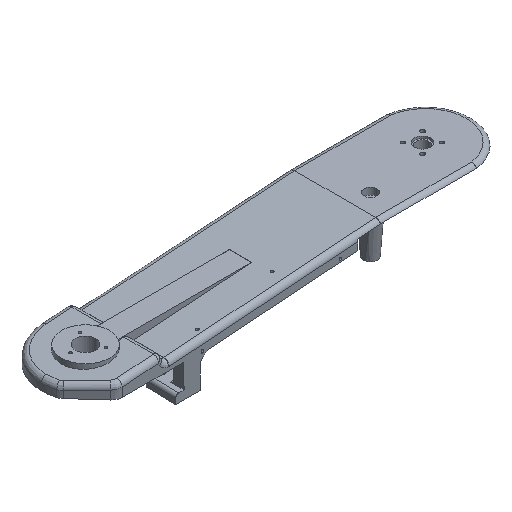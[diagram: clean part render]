
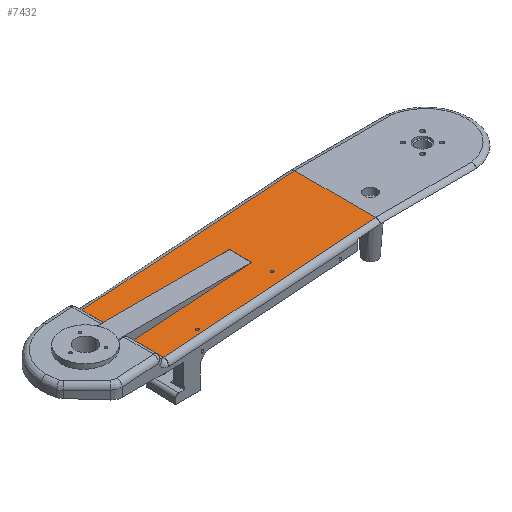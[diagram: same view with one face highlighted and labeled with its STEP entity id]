
A CAD part, isometric view. The second image highlights one B-rep face of the part: STEP entity #7432.
In plain terms, the highlighted planar face has unit normal (-0.07, 0, 0.998).
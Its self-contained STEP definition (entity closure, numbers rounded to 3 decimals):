
#173 = CARTESIAN_POINT ( 'NONE',  ( -282.346, 41.335, 38.049 ) ) ;
#399 = AXIS2_PLACEMENT_3D ( 'NONE', #5727, #2022, #6323 ) ;
#480 = VERTEX_POINT ( 'NONE', #5086 ) ;
#543 = EDGE_LOOP ( 'NONE', ( #6368, #6384, #6449, #6456, #6599, #6699, #6713, #6840 ) ) ;
#593 = VERTEX_POINT ( 'NONE', #3865 ) ;
#765 = DIRECTION ( 'NONE',  ( 0., -1., 0. ) ) ;
#888 = CARTESIAN_POINT ( 'NONE',  ( -82.833, 41.335, 52. ) ) ;
#919 = DIRECTION ( 'NONE',  ( -0.998, 0., -0.07 ) ) ;
#926 = EDGE_LOOP ( 'NONE', ( #6108, #6267 ) ) ;
#983 = DIRECTION ( 'NONE',  ( 0.998, 0.002, 0.07 ) ) ;
#984 = EDGE_CURVE ( 'NONE', #6882, #6070, #2827, .T. ) ;
#1116 = VERTEX_POINT ( 'NONE', #3011 ) ;
#1195 = CARTESIAN_POINT ( 'NONE',  ( -168.175, -29.165, 46.032 ) ) ;
#1350 = EDGE_CURVE ( 'NONE', #7068, #7645, #2252, .T. ) ;
#1568 = VERTEX_POINT ( 'NONE', #7620 ) ;
#1589 = CARTESIAN_POINT ( 'NONE',  ( -169.422, -29.165, 45.945 ) ) ;
#1678 = EDGE_CURVE ( 'NONE', #6882, #1116, #1815, .T. ) ;
#1740 = EDGE_CURVE ( 'NONE', #6070, #6790, #1741, .T. ) ;
#1741 = LINE ( 'NONE', #2319, #3796 ) ;
#1815 = LINE ( 'NONE', #4118, #1834 ) ;
#1834 = VECTOR ( 'NONE', #4198, 1000. ) ;
#1893 = EDGE_LOOP ( 'NONE', ( #5994, #6083 ) ) ;
#2022 = DIRECTION ( 'NONE',  ( 0.07, 0., -0.998 ) ) ;
#2211 = FACE_BOUND ( 'NONE', #926, .T. ) ;
#2216 = FACE_OUTER_BOUND ( 'NONE', #543, .T. ) ;
#2223 = DIRECTION ( 'NONE',  ( -0.998, 0., -0.07 ) ) ;
#2232 = FACE_BOUND ( 'NONE', #1893, .T. ) ;
#2252 = CIRCLE ( 'NONE', #5065, 1.25 ) ;
#2319 = CARTESIAN_POINT ( 'NONE',  ( -282.346, 41.335, 38.049 ) ) ;
#2397 = DIRECTION ( 'NONE',  ( 0., -1., 0. ) ) ;
#2582 = LINE ( 'NONE', #3496, #2590 ) ;
#2590 = VECTOR ( 'NONE', #4777, 1000. ) ;
#2632 = CARTESIAN_POINT ( 'NONE',  ( -82.833, 36.331, 52. ) ) ;
#2760 = VECTOR ( 'NONE', #6493, 1000. ) ;
#2827 = LINE ( 'NONE', #6767, #2760 ) ;
#2928 = AXIS2_PLACEMENT_3D ( 'NONE', #888, #4607, #919 ) ;
#2983 = CARTESIAN_POINT ( 'NONE',  ( -247.482, -35.665, 40.487 ) ) ;
#3011 = CARTESIAN_POINT ( 'NONE',  ( -82.833, -39.662, 52. ) ) ;
#3354 = PLANE ( 'NONE',  #2928 ) ;
#3398 = DIRECTION ( 'NONE',  ( 0.07, 0., -0.998 ) ) ;
#3496 = CARTESIAN_POINT ( 'NONE',  ( -171.434, -12.165, 45.804 ) ) ;
#3684 = EDGE_CURVE ( 'NONE', #6478, #480, #7666, .T. ) ;
#3796 = VECTOR ( 'NONE', #2397, 1000. ) ;
#3849 = EDGE_CURVE ( 'NONE', #6478, #1568, #7430, .T. ) ;
#3865 = CARTESIAN_POINT ( 'NONE',  ( -171.434, 8.835, 45.804 ) ) ;
#3955 = CARTESIAN_POINT ( 'NONE',  ( -282.346, -12.165, 38.049 ) ) ;
#4118 = CARTESIAN_POINT ( 'NONE',  ( -82.833, 41.335, 52. ) ) ;
#4198 = DIRECTION ( 'NONE',  ( 0., -1., 0. ) ) ;
#4218 = CARTESIAN_POINT ( 'NONE',  ( -35093.283, 8.835, -2396.169 ) ) ;
#4440 = EDGE_CURVE ( 'NONE', #7297, #7043, #6643, .T. ) ;
#4561 = CARTESIAN_POINT ( 'NONE',  ( -282.346, 36.819, 38.049 ) ) ;
#4594 = EDGE_CURVE ( 'NONE', #7043, #7297, #6443, .T. ) ;
#4607 = DIRECTION ( 'NONE',  ( 0.07, 0., -0.998 ) ) ;
#4674 = CARTESIAN_POINT ( 'NONE',  ( -170.669, -29.165, 45.858 ) ) ;
#4770 = LINE ( 'NONE', #5309, #4827 ) ;
#4777 = DIRECTION ( 'NONE',  ( 0., 1., 0. ) ) ;
#4827 = VECTOR ( 'NONE', #983, 1000. ) ;
#4899 = CIRCLE ( 'NONE', #5879, 1.25 ) ;
#5065 = AXIS2_PLACEMENT_3D ( 'NONE', #6194, #6148, #6117 ) ;
#5086 = CARTESIAN_POINT ( 'NONE',  ( -171.434, -12.165, 45.804 ) ) ;
#5309 = CARTESIAN_POINT ( 'NONE',  ( -82.637, -39.661, 52.014 ) ) ;
#5334 = VECTOR ( 'NONE', #7162, 1000. ) ;
#5381 = LINE ( 'NONE', #4218, #5334 ) ;
#5382 = EDGE_CURVE ( 'NONE', #593, #6790, #5381, .T. ) ;
#5680 = EDGE_CURVE ( 'NONE', #7645, #7068, #4899, .T. ) ;
#5727 = CARTESIAN_POINT ( 'NONE',  ( -169.422, -29.165, 45.945 ) ) ;
#5738 = EDGE_CURVE ( 'NONE', #1568, #1116, #4770, .T. ) ;
#5879 = AXIS2_PLACEMENT_3D ( 'NONE', #6987, #3398, #7589 ) ;
#5908 = DIRECTION ( 'NONE',  ( 0.07, 0., -0.998 ) ) ;
#5914 = CARTESIAN_POINT ( 'NONE',  ( -244.988, -35.665, 40.661 ) ) ;
#5994 = ORIENTED_EDGE ( 'NONE', *, *, #5680, .T. ) ;
#6070 = VERTEX_POINT ( 'NONE', #4561 ) ;
#6083 = ORIENTED_EDGE ( 'NONE', *, *, #1350, .T. ) ;
#6108 = ORIENTED_EDGE ( 'NONE', *, *, #4594, .T. ) ;
#6117 = DIRECTION ( 'NONE',  ( -0.998, 0., -0.07 ) ) ;
#6148 = DIRECTION ( 'NONE',  ( 0.07, 0., -0.998 ) ) ;
#6194 = CARTESIAN_POINT ( 'NONE',  ( -246.235, -35.665, 40.574 ) ) ;
#6267 = ORIENTED_EDGE ( 'NONE', *, *, #4440, .T. ) ;
#6323 = DIRECTION ( 'NONE',  ( -0.998, 0., -0.07 ) ) ;
#6368 = ORIENTED_EDGE ( 'NONE', *, *, #1678, .F. ) ;
#6384 = ORIENTED_EDGE ( 'NONE', *, *, #984, .T. ) ;
#6443 = CIRCLE ( 'NONE', #6893, 1.25 ) ;
#6449 = ORIENTED_EDGE ( 'NONE', *, *, #1740, .T. ) ;
#6456 = ORIENTED_EDGE ( 'NONE', *, *, #5382, .F. ) ;
#6478 = VERTEX_POINT ( 'NONE', #3955 ) ;
#6493 = DIRECTION ( 'NONE',  ( -0.998, 0.002, -0.07 ) ) ;
#6599 = ORIENTED_EDGE ( 'NONE', *, *, #7178, .F. ) ;
#6616 = CARTESIAN_POINT ( 'NONE',  ( -35093.283, -12.165, -2396.169 ) ) ;
#6643 = CIRCLE ( 'NONE', #399, 1.25 ) ;
#6699 = ORIENTED_EDGE ( 'NONE', *, *, #3684, .F. ) ;
#6713 = ORIENTED_EDGE ( 'NONE', *, *, #3849, .T. ) ;
#6746 = CARTESIAN_POINT ( 'NONE',  ( -282.346, 8.835, 38.049 ) ) ;
#6767 = CARTESIAN_POINT ( 'NONE',  ( -82.846, 36.331, 51.999 ) ) ;
#6790 = VERTEX_POINT ( 'NONE', #6746 ) ;
#6840 = ORIENTED_EDGE ( 'NONE', *, *, #5738, .T. ) ;
#6882 = VERTEX_POINT ( 'NONE', #2632 ) ;
#6893 = AXIS2_PLACEMENT_3D ( 'NONE', #1589, #5908, #2223 ) ;
#6987 = CARTESIAN_POINT ( 'NONE',  ( -246.235, -35.665, 40.574 ) ) ;
#7043 = VERTEX_POINT ( 'NONE', #4674 ) ;
#7068 = VERTEX_POINT ( 'NONE', #5914 ) ;
#7162 = DIRECTION ( 'NONE',  ( -0.998, 0., -0.07 ) ) ;
#7178 = EDGE_CURVE ( 'NONE', #480, #593, #2582, .T. ) ;
#7184 = DIRECTION ( 'NONE',  ( 0.998, 0., 0.07 ) ) ;
#7297 = VERTEX_POINT ( 'NONE', #1195 ) ;
#7359 = VECTOR ( 'NONE', #765, 1000. ) ;
#7430 = LINE ( 'NONE', #173, #7359 ) ;
#7432 = ADVANCED_FACE ( 'NONE', ( #2232, #2211, #2216 ), #3354, .F. ) ;
#7589 = DIRECTION ( 'NONE',  ( -0.998, 0., -0.07 ) ) ;
#7620 = CARTESIAN_POINT ( 'NONE',  ( -282.346, -40.149, 38.049 ) ) ;
#7645 = VERTEX_POINT ( 'NONE', #2983 ) ;
#7648 = VECTOR ( 'NONE', #7184, 1000. ) ;
#7666 = LINE ( 'NONE', #6616, #7648 ) ;
